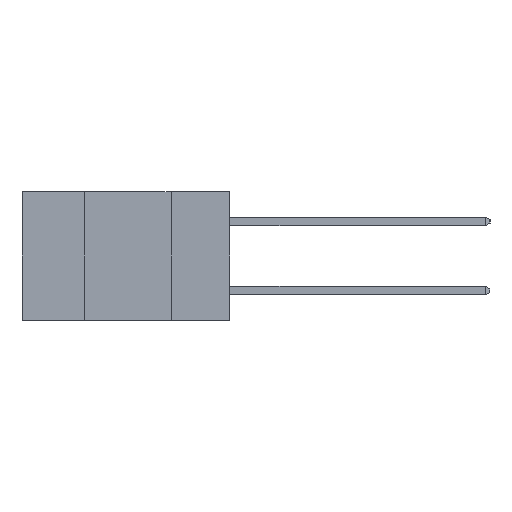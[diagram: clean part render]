
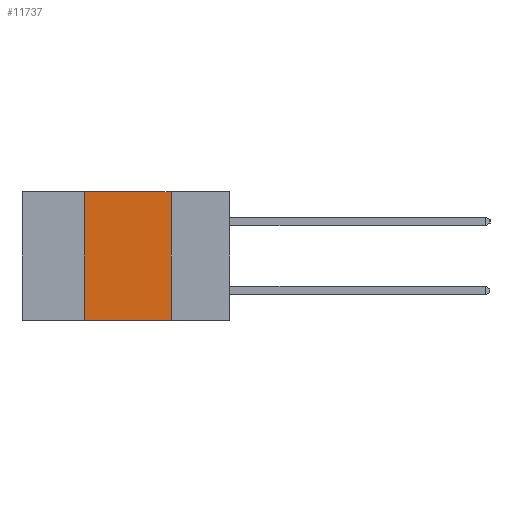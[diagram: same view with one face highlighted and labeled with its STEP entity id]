
A CAD part, left-side view. The second image highlights one B-rep face of the part: STEP entity #11737.
In plain terms, the highlighted planar face has unit normal (-1, 0, 0).
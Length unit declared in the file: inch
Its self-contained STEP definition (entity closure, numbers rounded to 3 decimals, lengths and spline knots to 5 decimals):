
#235 = DIRECTION ( 'NONE',  ( 0., 0., -1. ) ) ;
#969 = CARTESIAN_POINT ( 'NONE',  ( 0., 0.6, 0. ) ) ;
#1044 = EDGE_CURVE ( 'NONE', #13233, #3967, #9063, .T. ) ;
#1119 = LINE ( 'NONE', #969, #7608 ) ;
#2225 = DIRECTION ( 'NONE',  ( 0., -1., 0. ) ) ;
#3160 = ORIENTED_EDGE ( 'NONE', *, *, #15771, .F. ) ;
#3263 = CARTESIAN_POINT ( 'NONE',  ( 0., 0.17, -0.37 ) ) ;
#3320 = VECTOR ( 'NONE', #8148, 39.37008 ) ;
#3579 = EDGE_CURVE ( 'NONE', #7120, #3967, #10165, .T. ) ;
#3967 = VERTEX_POINT ( 'NONE', #3263 ) ;
#4263 = AXIS2_PLACEMENT_3D ( 'NONE', #14234, #7990, #235 ) ;
#4471 = CARTESIAN_POINT ( 'NONE',  ( 0., 0.42, 0. ) ) ;
#4718 = CARTESIAN_POINT ( 'NONE',  ( 0., 0.17, 0. ) ) ;
#5252 = FACE_OUTER_BOUND ( 'NONE', #5471, .T. ) ;
#5471 = EDGE_LOOP ( 'NONE', ( #10012, #3160, #8186, #12424 ) ) ;
#6350 = DIRECTION ( 'NONE',  ( 0., 0., -1. ) ) ;
#7120 = VERTEX_POINT ( 'NONE', #14912 ) ;
#7442 = CARTESIAN_POINT ( 'NONE',  ( 0., 0.17, 0. ) ) ;
#7608 = VECTOR ( 'NONE', #2225, 39.37008 ) ;
#7990 = DIRECTION ( 'NONE',  ( 1., 0., 0. ) ) ;
#8140 = VECTOR ( 'NONE', #8848, 39.37008 ) ;
#8148 = DIRECTION ( 'NONE',  ( 0., -1., 0. ) ) ;
#8186 = ORIENTED_EDGE ( 'NONE', *, *, #8844, .F. ) ;
#8844 = EDGE_CURVE ( 'NONE', #7120, #15607, #15502, .T. ) ;
#8848 = DIRECTION ( 'NONE',  ( 0., 0., 1. ) ) ;
#9002 = CARTESIAN_POINT ( 'NONE',  ( 0., 0.42, 0. ) ) ;
#9063 = LINE ( 'NONE', #7442, #15212 ) ;
#10012 = ORIENTED_EDGE ( 'NONE', *, *, #1044, .F. ) ;
#10165 = LINE ( 'NONE', #11702, #3320 ) ;
#11702 = CARTESIAN_POINT ( 'NONE',  ( 0., 0.6, -0.37 ) ) ;
#11737 = ADVANCED_FACE ( 'NONE', ( #5252 ), #15411, .F. ) ;
#12424 = ORIENTED_EDGE ( 'NONE', *, *, #3579, .T. ) ;
#13233 = VERTEX_POINT ( 'NONE', #4718 ) ;
#14234 = CARTESIAN_POINT ( 'NONE',  ( 0., 0.6, 0. ) ) ;
#14912 = CARTESIAN_POINT ( 'NONE',  ( 0., 0.42, -0.37 ) ) ;
#15212 = VECTOR ( 'NONE', #6350, 39.37008 ) ;
#15411 = PLANE ( 'NONE',  #4263 ) ;
#15502 = LINE ( 'NONE', #9002, #8140 ) ;
#15607 = VERTEX_POINT ( 'NONE', #4471 ) ;
#15771 = EDGE_CURVE ( 'NONE', #15607, #13233, #1119, .T. ) ;
